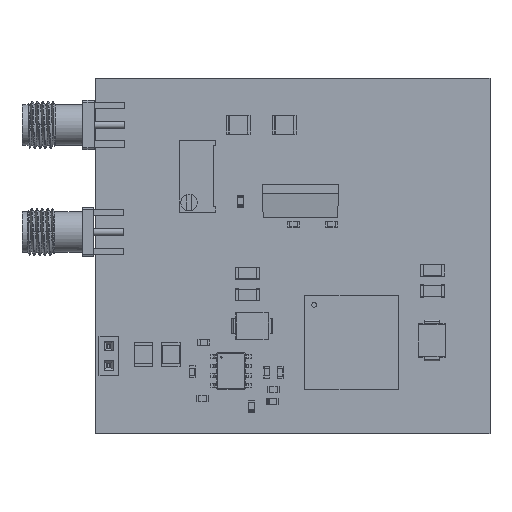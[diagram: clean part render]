
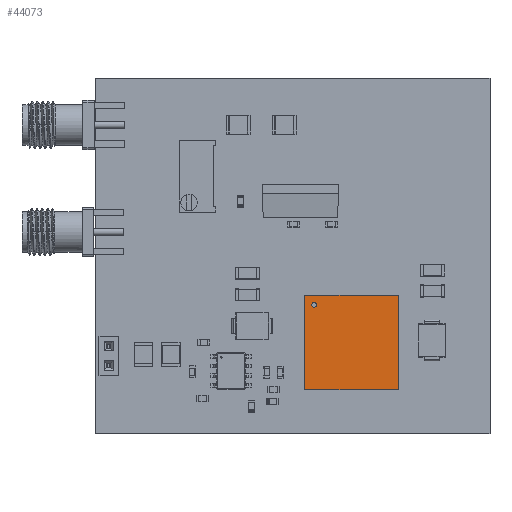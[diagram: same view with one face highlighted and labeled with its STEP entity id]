
A CAD part, top view. The second image highlights one B-rep face of the part: STEP entity #44073.
In plain terms, the highlighted planar face has unit normal (0, 0, 1).
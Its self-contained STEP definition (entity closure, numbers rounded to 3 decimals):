
#43767 = PLANE('',#43768);
#43768 = AXIS2_PLACEMENT_3D('',#43769,#43770,#43771);
#43769 = CARTESIAN_POINT('',(-6.199,-6.25,0.051));
#43770 = DIRECTION('',(0.,-1.,0.));
#43771 = DIRECTION('',(0.,0.,1.));
#43792 = VERTEX_POINT('',#43793);
#43793 = CARTESIAN_POINT('',(6.199,-6.25,8.5));
#43807 = PLANE('',#43808);
#43808 = AXIS2_PLACEMENT_3D('',#43809,#43810,#43811);
#43809 = CARTESIAN_POINT('',(6.199,-6.25,0.051));
#43810 = DIRECTION('',(1.,0.,0.));
#43811 = DIRECTION('',(0.,0.,1.));
#43819 = EDGE_CURVE('',#43820,#43792,#43822,.T.);
#43820 = VERTEX_POINT('',#43821);
#43821 = CARTESIAN_POINT('',(-6.199,-6.25,8.5));
#43822 = SURFACE_CURVE('',#43823,(#43827,#43834),.PCURVE_S1.);
#43823 = LINE('',#43824,#43825);
#43824 = CARTESIAN_POINT('',(-6.199,-6.25,8.5));
#43825 = VECTOR('',#43826,1.);
#43826 = DIRECTION('',(1.,0.,0.));
#43827 = PCURVE('',#43767,#43828);
#43828 = DEFINITIONAL_REPRESENTATION('',(#43829),#43833);
#43829 = LINE('',#43830,#43831);
#43830 = CARTESIAN_POINT('',(8.449,0.));
#43831 = VECTOR('',#43832,1.);
#43832 = DIRECTION('',(0.,-1.));
#43833 = ( GEOMETRIC_REPRESENTATION_CONTEXT(2) 
PARAMETRIC_REPRESENTATION_CONTEXT() REPRESENTATION_CONTEXT('2D SPACE',''
  ) );
#43834 = PCURVE('',#43835,#43840);
#43835 = PLANE('',#43836);
#43836 = AXIS2_PLACEMENT_3D('',#43837,#43838,#43839);
#43837 = CARTESIAN_POINT('',(-6.199,-6.25,8.5));
#43838 = DIRECTION('',(0.,0.,1.));
#43839 = DIRECTION('',(0.,1.,0.));
#43840 = DEFINITIONAL_REPRESENTATION('',(#43841),#43845);
#43841 = LINE('',#43842,#43843);
#43842 = CARTESIAN_POINT('',(0.,0.));
#43843 = VECTOR('',#43844,1.);
#43844 = DIRECTION('',(0.,-1.));
#43845 = ( GEOMETRIC_REPRESENTATION_CONTEXT(2) 
PARAMETRIC_REPRESENTATION_CONTEXT() REPRESENTATION_CONTEXT('2D SPACE',''
  ) );
#43861 = PLANE('',#43862);
#43862 = AXIS2_PLACEMENT_3D('',#43863,#43864,#43865);
#43863 = CARTESIAN_POINT('',(-6.199,6.25,0.051));
#43864 = DIRECTION('',(-1.,0.,0.));
#43865 = DIRECTION('',(0.,0.,1.));
#43900 = VERTEX_POINT('',#43901);
#43901 = CARTESIAN_POINT('',(6.199,6.25,8.5));
#43915 = PLANE('',#43916);
#43916 = AXIS2_PLACEMENT_3D('',#43917,#43918,#43919);
#43917 = CARTESIAN_POINT('',(6.199,6.25,0.051));
#43918 = DIRECTION('',(0.,1.,0.));
#43919 = DIRECTION('',(0.,-0.,1.));
#43927 = EDGE_CURVE('',#43792,#43900,#43928,.T.);
#43928 = SURFACE_CURVE('',#43929,(#43933,#43940),.PCURVE_S1.);
#43929 = LINE('',#43930,#43931);
#43930 = CARTESIAN_POINT('',(6.199,-6.25,8.5));
#43931 = VECTOR('',#43932,1.);
#43932 = DIRECTION('',(0.,1.,0.));
#43933 = PCURVE('',#43807,#43934);
#43934 = DEFINITIONAL_REPRESENTATION('',(#43935),#43939);
#43935 = LINE('',#43936,#43937);
#43936 = CARTESIAN_POINT('',(8.449,0.));
#43937 = VECTOR('',#43938,1.);
#43938 = DIRECTION('',(0.,-1.));
#43939 = ( GEOMETRIC_REPRESENTATION_CONTEXT(2) 
PARAMETRIC_REPRESENTATION_CONTEXT() REPRESENTATION_CONTEXT('2D SPACE',''
  ) );
#43940 = PCURVE('',#43835,#43941);
#43941 = DEFINITIONAL_REPRESENTATION('',(#43942),#43946);
#43942 = LINE('',#43943,#43944);
#43943 = CARTESIAN_POINT('',(0.,-12.398));
#43944 = VECTOR('',#43945,1.);
#43945 = DIRECTION('',(1.,0.));
#43946 = ( GEOMETRIC_REPRESENTATION_CONTEXT(2) 
PARAMETRIC_REPRESENTATION_CONTEXT() REPRESENTATION_CONTEXT('2D SPACE',''
  ) );
#43976 = VERTEX_POINT('',#43977);
#43977 = CARTESIAN_POINT('',(-6.199,6.25,8.5));
#43998 = EDGE_CURVE('',#43900,#43976,#43999,.T.);
#43999 = SURFACE_CURVE('',#44000,(#44004,#44011),.PCURVE_S1.);
#44000 = LINE('',#44001,#44002);
#44001 = CARTESIAN_POINT('',(6.199,6.25,8.5));
#44002 = VECTOR('',#44003,1.);
#44003 = DIRECTION('',(-1.,0.,0.));
#44004 = PCURVE('',#43915,#44005);
#44005 = DEFINITIONAL_REPRESENTATION('',(#44006),#44010);
#44006 = LINE('',#44007,#44008);
#44007 = CARTESIAN_POINT('',(8.449,0.));
#44008 = VECTOR('',#44009,1.);
#44009 = DIRECTION('',(0.,-1.));
#44010 = ( GEOMETRIC_REPRESENTATION_CONTEXT(2) 
PARAMETRIC_REPRESENTATION_CONTEXT() REPRESENTATION_CONTEXT('2D SPACE',''
  ) );
#44011 = PCURVE('',#43835,#44012);
#44012 = DEFINITIONAL_REPRESENTATION('',(#44013),#44017);
#44013 = LINE('',#44014,#44015);
#44014 = CARTESIAN_POINT('',(12.5,-12.398));
#44015 = VECTOR('',#44016,1.);
#44016 = DIRECTION('',(0.,1.));
#44017 = ( GEOMETRIC_REPRESENTATION_CONTEXT(2) 
PARAMETRIC_REPRESENTATION_CONTEXT() REPRESENTATION_CONTEXT('2D SPACE',''
  ) );
#44045 = EDGE_CURVE('',#43976,#43820,#44046,.T.);
#44046 = SURFACE_CURVE('',#44047,(#44051,#44058),.PCURVE_S1.);
#44047 = LINE('',#44048,#44049);
#44048 = CARTESIAN_POINT('',(-6.199,6.25,8.5));
#44049 = VECTOR('',#44050,1.);
#44050 = DIRECTION('',(0.,-1.,0.));
#44051 = PCURVE('',#43861,#44052);
#44052 = DEFINITIONAL_REPRESENTATION('',(#44053),#44057);
#44053 = LINE('',#44054,#44055);
#44054 = CARTESIAN_POINT('',(8.449,0.));
#44055 = VECTOR('',#44056,1.);
#44056 = DIRECTION('',(0.,-1.));
#44057 = ( GEOMETRIC_REPRESENTATION_CONTEXT(2) 
PARAMETRIC_REPRESENTATION_CONTEXT() REPRESENTATION_CONTEXT('2D SPACE',''
  ) );
#44058 = PCURVE('',#43835,#44059);
#44059 = DEFINITIONAL_REPRESENTATION('',(#44060),#44064);
#44060 = LINE('',#44061,#44062);
#44061 = CARTESIAN_POINT('',(12.5,0.));
#44062 = VECTOR('',#44063,1.);
#44063 = DIRECTION('',(-1.,0.));
#44064 = ( GEOMETRIC_REPRESENTATION_CONTEXT(2) 
PARAMETRIC_REPRESENTATION_CONTEXT() REPRESENTATION_CONTEXT('2D SPACE',''
  ) );
#44073 = ADVANCED_FACE('',(#44074),#43835,.T.);
#44074 = FACE_BOUND('',#44075,.T.);
#44075 = EDGE_LOOP('',(#44076,#44077,#44078,#44079));
#44076 = ORIENTED_EDGE('',*,*,#43819,.T.);
#44077 = ORIENTED_EDGE('',*,*,#43927,.T.);
#44078 = ORIENTED_EDGE('',*,*,#43998,.T.);
#44079 = ORIENTED_EDGE('',*,*,#44045,.T.);
